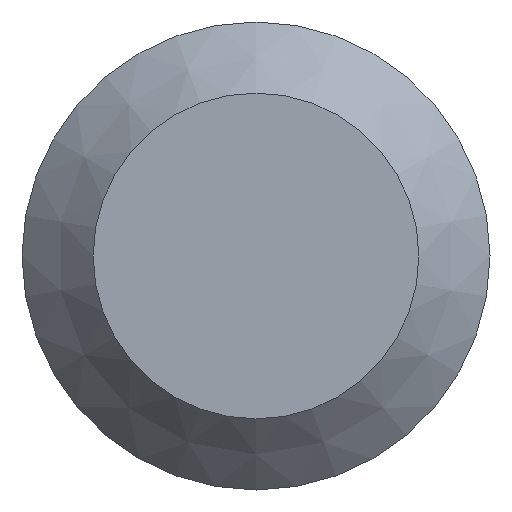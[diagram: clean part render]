
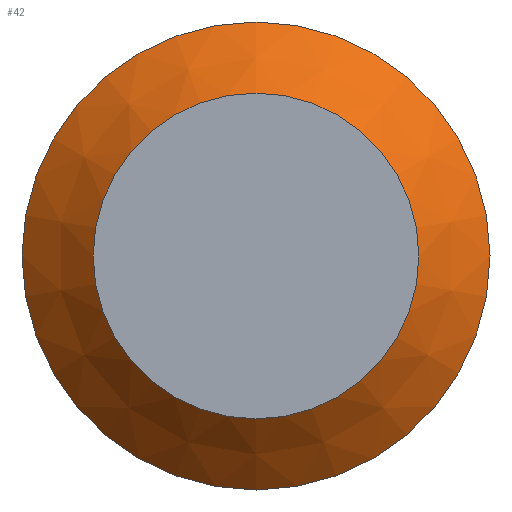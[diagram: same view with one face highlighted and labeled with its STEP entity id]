
A CAD part, left-side view. The second image highlights one B-rep face of the part: STEP entity #42.
In plain terms, the highlighted conical face has half-angle 45 degrees and reference radius 8.7 mm.
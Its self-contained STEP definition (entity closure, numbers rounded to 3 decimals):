
#42 = ADVANCED_FACE( '', ( #85, #86 ), #87, .T. );
#85 = FACE_OUTER_BOUND( '', #130, .T. );
#86 = FACE_BOUND( '', #131, .T. );
#87 = CONICAL_SURFACE( '', #132, 8.7, 0.785 );
#130 = EDGE_LOOP( '', ( #177 ) );
#131 = EDGE_LOOP( '', ( #178 ) );
#132 = AXIS2_PLACEMENT_3D( '', #179, #180, #181 );
#177 = ORIENTED_EDGE( '', *, *, #221, .F. );
#178 = ORIENTED_EDGE( '', *, *, #213, .T. );
#179 = CARTESIAN_POINT( '', ( 0., 0., 0. ) );
#180 = DIRECTION( '', ( 1., 0., 0. ) );
#181 = DIRECTION( '', ( 0., 0., -1. ) );
#213 = EDGE_CURVE( '', #232, #232, #233, .T. );
#221 = EDGE_CURVE( '', #245, #245, #246, .T. );
#232 = VERTEX_POINT( '', #260 );
#233 = CIRCLE( '', #261, 8.7 );
#245 = VERTEX_POINT( '', #273 );
#246 = CIRCLE( '', #274, 12.5 );
#260 = CARTESIAN_POINT( '', ( 0., 0., -8.7 ) );
#261 = AXIS2_PLACEMENT_3D( '', #287, #288, #289 );
#273 = CARTESIAN_POINT( '', ( 3.8, 0., -12.5 ) );
#274 = AXIS2_PLACEMENT_3D( '', #302, #303, #304 );
#287 = CARTESIAN_POINT( '', ( 0., 0., 0. ) );
#288 = DIRECTION( '', ( 1., 0., 0. ) );
#289 = DIRECTION( '', ( 0., 0., -1. ) );
#302 = CARTESIAN_POINT( '', ( 3.8, 0., 0. ) );
#303 = DIRECTION( '', ( 1., 0., 0. ) );
#304 = DIRECTION( '', ( 0., 0., -1. ) );
